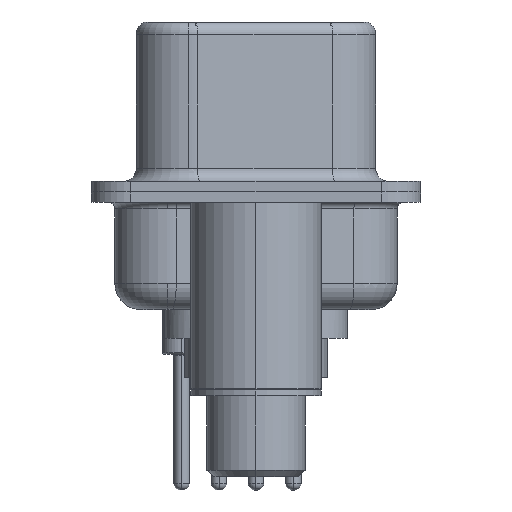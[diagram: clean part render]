
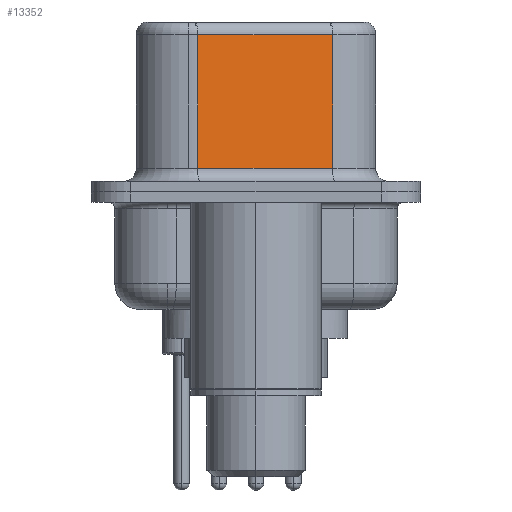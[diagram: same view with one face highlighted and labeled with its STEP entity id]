
A CAD part, left-side view. The second image highlights one B-rep face of the part: STEP entity #13352.
In plain terms, the highlighted planar face has unit normal (-0.985, -0.174, 0).
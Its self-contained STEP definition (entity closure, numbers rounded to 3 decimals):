
#475 = VERTEX_POINT ( 'NONE', #1446 ) ;
#1446 = CARTESIAN_POINT ( 'NONE',  ( 4.58, -2.927, 0.9 ) ) ;
#1726 = DIRECTION ( 'NONE',  ( -0.174, 0.985, 0. ) ) ;
#1882 = CARTESIAN_POINT ( 'NONE',  ( 3.67, 2.233, 6.52 ) ) ;
#4784 = VECTOR ( 'NONE', #17815, 1000. ) ;
#5158 = FACE_OUTER_BOUND ( 'NONE', #18390, .T. ) ;
#5244 = DIRECTION ( 'NONE',  ( 0.174, -0.985, 0. ) ) ;
#5940 = LINE ( 'NONE', #6425, #4784 ) ;
#5993 = CARTESIAN_POINT ( 'NONE',  ( 4.58, -2.927, 6.02 ) ) ;
#6399 = LINE ( 'NONE', #16614, #20399 ) ;
#6425 = CARTESIAN_POINT ( 'NONE',  ( 4.58, -2.927, 6.02 ) ) ;
#6747 = AXIS2_PLACEMENT_3D ( 'NONE', #22573, #13042, #1726 ) ;
#6981 = VERTEX_POINT ( 'NONE', #11257 ) ;
#8443 = VERTEX_POINT ( 'NONE', #5993 ) ;
#10691 = VECTOR ( 'NONE', #17051, 1000. ) ;
#11092 = PLANE ( 'NONE',  #6747 ) ;
#11257 = CARTESIAN_POINT ( 'NONE',  ( 3.67, 2.233, 0.9 ) ) ;
#11567 = EDGE_CURVE ( 'NONE', #6981, #475, #6399, .T. ) ;
#13042 = DIRECTION ( 'NONE',  ( 0.985, 0.174, 0. ) ) ;
#13223 = DIRECTION ( 'NONE',  ( 0., 0., -1. ) ) ;
#13352 = ADVANCED_FACE ( 'NONE', ( #5158 ), #11092, .F. ) ;
#15397 = EDGE_CURVE ( 'NONE', #8443, #475, #15776, .T. ) ;
#15771 = ORIENTED_EDGE ( 'NONE', *, *, #20275, .T. ) ;
#15776 = LINE ( 'NONE', #18806, #10691 ) ;
#16391 = CARTESIAN_POINT ( 'NONE',  ( 3.67, 2.233, 6.02 ) ) ;
#16614 = CARTESIAN_POINT ( 'NONE',  ( 4.58, -2.927, 0.9 ) ) ;
#17051 = DIRECTION ( 'NONE',  ( 0., 0., -1. ) ) ;
#17815 = DIRECTION ( 'NONE',  ( -0.174, 0.985, 0. ) ) ;
#17816 = EDGE_CURVE ( 'NONE', #23745, #6981, #24170, .T. ) ;
#18390 = EDGE_LOOP ( 'NONE', ( #22422, #15771, #18882, #18528 ) ) ;
#18528 = ORIENTED_EDGE ( 'NONE', *, *, #11567, .T. ) ;
#18806 = CARTESIAN_POINT ( 'NONE',  ( 4.58, -2.927, 6.52 ) ) ;
#18882 = ORIENTED_EDGE ( 'NONE', *, *, #17816, .T. ) ;
#20275 = EDGE_CURVE ( 'NONE', #8443, #23745, #5940, .T. ) ;
#20399 = VECTOR ( 'NONE', #5244, 1000. ) ;
#22422 = ORIENTED_EDGE ( 'NONE', *, *, #15397, .F. ) ;
#22447 = VECTOR ( 'NONE', #13223, 1000. ) ;
#22573 = CARTESIAN_POINT ( 'NONE',  ( 4.58, -2.927, 6.52 ) ) ;
#23745 = VERTEX_POINT ( 'NONE', #16391 ) ;
#24170 = LINE ( 'NONE', #1882, #22447 ) ;
